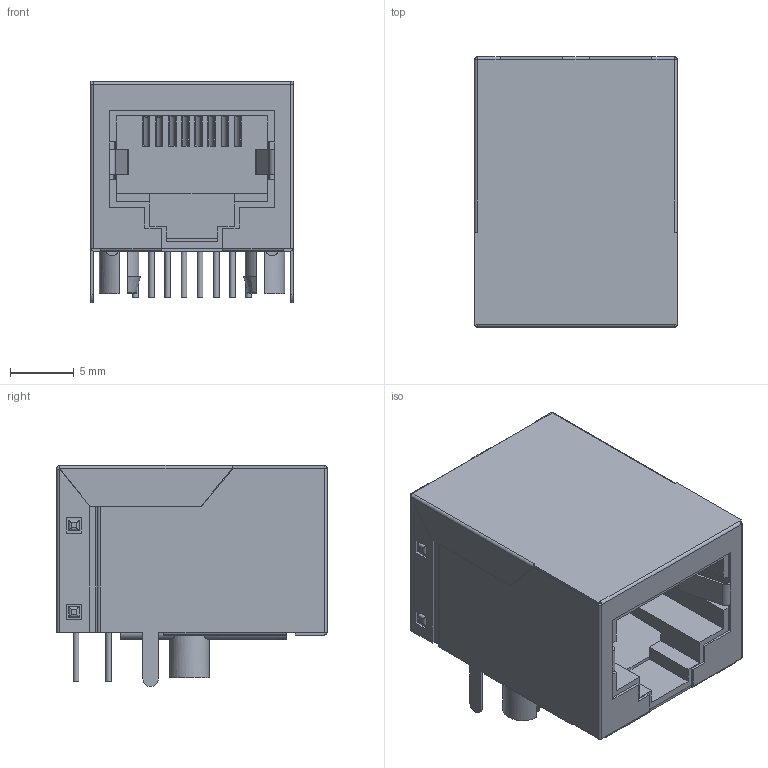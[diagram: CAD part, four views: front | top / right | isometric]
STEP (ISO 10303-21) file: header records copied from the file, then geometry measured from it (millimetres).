
FILE_DESCRIPTION( ( 'Unknown' ), '1' );
FILE_NAME( '615008142621.stp', 'Unknown', ( 'Unknown' ), ( 'Unknown' ), 'PSStep 17.0.49', 'Unknown', ' ' );
FILE_SCHEMA( ( 'AUTOMOTIVE_DESIGN { 1 0 10303 214 1 1 1 1 }' ) );
Length unit declared in the file: millimetre
Products named in the file (12): Assem1; Pin1; Pin2; Pin6; Pin4; Pin3; Pin5; Pin7; Pin8; Housing; Housing2; Shielding
Assembly tree (11 placements, depth 2):
  Assem1
    Pin1
    Pin2
    Pin6
    Pin4
    Pin3
    Pin5
    Pin7
    Pin8
    Housing
    Housing2
    Shielding
Bounding box: 15.88 x 21.2 x 17.34 mm (x, y, z)
Volume: 2915.3 mm3; surface area: 7264.8 mm2
Topology: 11 solids, 11 shells, 588 faces, 1557 edges, 998 vertices
Faces by surface type: plane 408, cylinder 160, torus 10, bspline 8, cone 2
Full cylindrical faces by diameter (mm): 0.45 x32, 0.5 x8, 1 x16
Entity records: 14361 total; most frequent: CARTESIAN_POINT 3413, ORIENTED_EDGE 2862, EDGE_CURVE 1431, LINE 999, VERTEX_POINT 944, AXIS2_PLACEMENT_3D 702, EDGE_LOOP 671, FACE_OUTER_BOUND 626
